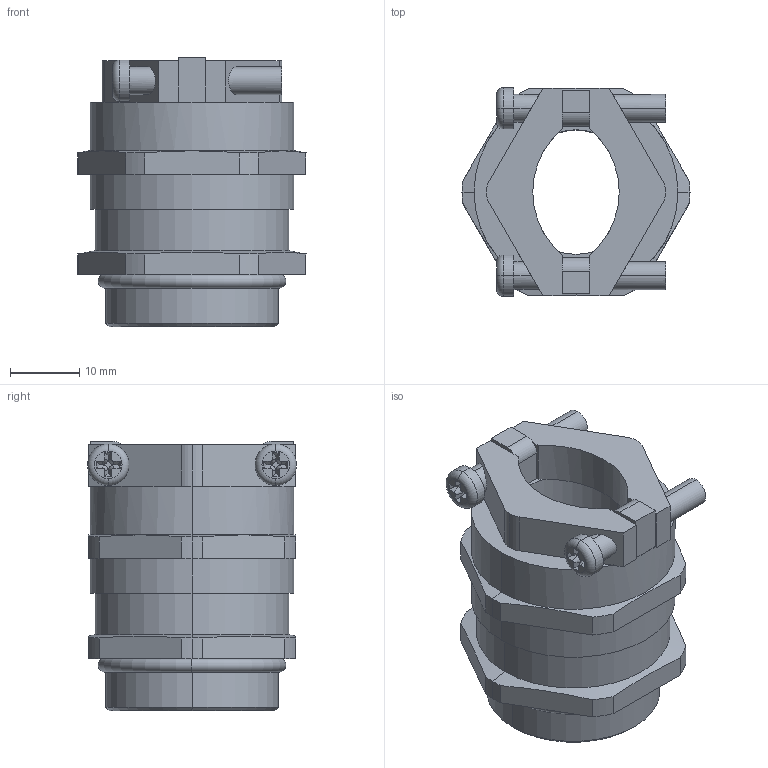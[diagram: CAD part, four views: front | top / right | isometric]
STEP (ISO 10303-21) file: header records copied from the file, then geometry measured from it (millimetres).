
FILE_DESCRIPTION (( 'STEP AP203' ), '1' );
FILE_NAME ('WNKS-M25(D13-18).STP', '2017-09-11T12:37:54', ( '微软用户' ), ( '微软中国' ), 'SwSTEP 2.0', 'SolidWorks 2012', '' );
FILE_SCHEMA (( 'CONFIG_CONTROL_DESIGN' ));
Length unit declared in the file: millimetre
Products named in the file (1): WNKS-M25(D13-18)
Bounding box: 33 x 30.25 x 39 mm (x, y, z)
Volume: 15339.4 mm3; surface area: 7488.5 mm2
Topology: 1 solids, 1 shells, 150 faces, 382 edges, 244 vertices
Faces by surface type: plane 86, cylinder 44, cone 14, torus 6
Entity records: 4627 total; most frequent: CARTESIAN_POINT 851, DIRECTION 794, ORIENTED_EDGE 764, EDGE_CURVE 382, AXIS2_PLACEMENT_3D 281, VERTEX_POINT 244, LINE 232, VECTOR 232
